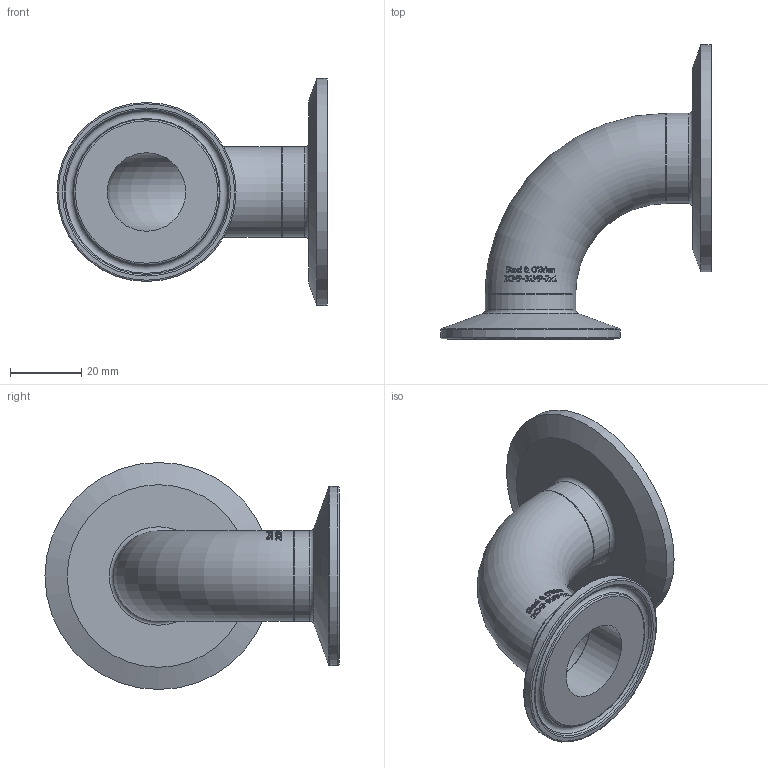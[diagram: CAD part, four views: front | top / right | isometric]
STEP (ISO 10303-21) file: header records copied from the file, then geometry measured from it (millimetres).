
FILE_DESCRIPTION(/* description */ (''),/* implementation_level */ '2;1');
FILE_NAME(/* name */ '2CMP-31MP-2X1.stp',/* time_stamp */ '2022-02-22T17:22:26-05:00',/* author */ ('rick'),/* organization */ (''),/* preprocessor_version */ 'ST-DEVELOPER v18.1',/* originating_system */ 'Autodesk Inventor 2020',/* authorisation */ '');
FILE_SCHEMA (('AUTOMOTIVE_DESIGN { 1 0 10303 214 3 1 1 }'));
Length unit declared in the file: inch
Products named in the file (1): 2CMP-31MP-2X1
Bounding box: 76 x 82.75 x 63.91 mm (x, y, z)
Volume: 29259.4 mm3; surface area: 22004.3 mm2
Topology: 1 solids, 1 shells, 454 faces, 1260 edges, 852 vertices
Faces by surface type: plane 195, bspline 194, torus 53, cylinder 6, cone 6
Full cylindrical faces by diameter (mm): 22.098 x2, 25.4 x2, 50.394 x1, 63.906 x1
Entity records: 18930 total; most frequent: CARTESIAN_POINT 9131, ORIENTED_EDGE 2520, EDGE_CURVE 1260, DIRECTION 1130, VERTEX_POINT 852, B_SPLINE_CURVE_WITH_KNOTS 760, EDGE_LOOP 500, FACE_OUTER_BOUND 454
